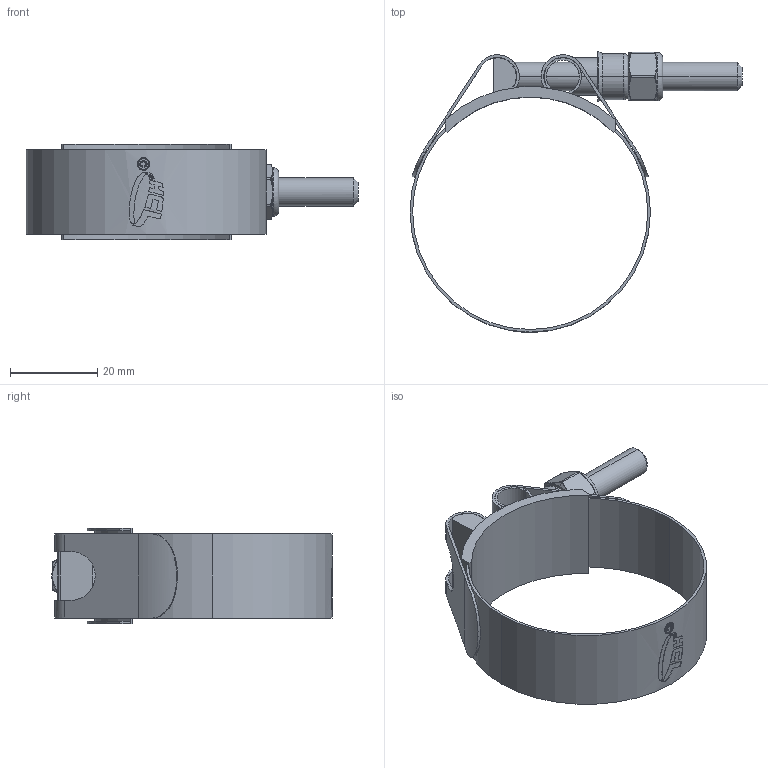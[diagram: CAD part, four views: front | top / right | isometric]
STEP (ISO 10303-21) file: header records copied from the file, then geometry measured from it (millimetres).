
FILE_DESCRIPTION (( 'STEP AP214' ), '1' );
FILE_NAME ('TRI-30020-TB-188.step', '2025-10-22T16:47:40', ( '' ), ( '' ), 'SwSTEP 2.0', 'SolidWorks 2025', '' );
FILE_SCHEMA (( 'AUTOMOTIVE_DESIGN' ));
Length unit declared in the file: millimetre
Products named in the file (1): TRI-30020-TB-188
Bounding box: 76.26 x 64.44 x 22 mm (x, y, z)
Volume: 7089.9 mm3; surface area: 15466.6 mm2
Topology: 6 solids, 6 shells, 338 faces, 887 edges, 544 vertices
Faces by surface type: cylinder 126, bspline 122, plane 48, torus 23, cone 19
Entity records: 14727 total; most frequent: CARTESIAN_POINT 7566, ORIENTED_EDGE 1726, DIRECTION 1112, EDGE_CURVE 863, VERTEX_POINT 544, AXIS2_PLACEMENT_3D 431, EDGE_LOOP 359, B_SPLINE_CURVE_WITH_KNOTS 358
